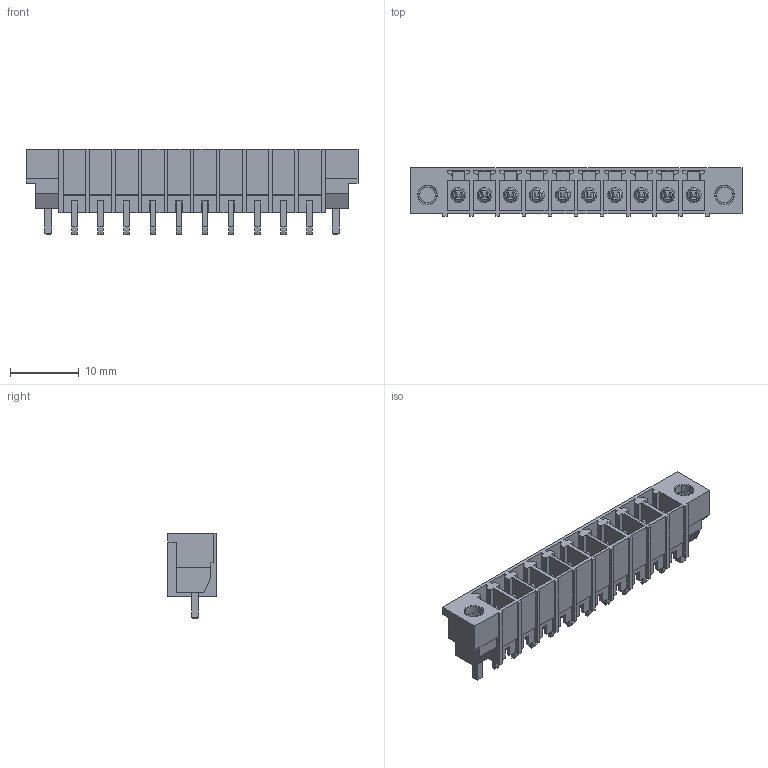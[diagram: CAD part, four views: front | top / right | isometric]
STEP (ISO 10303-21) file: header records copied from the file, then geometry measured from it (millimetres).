
FILE_DESCRIPTION(('CATIA V5 STEP Exchange','CAx-IF Rec.Pracs.--- Model Styling and Organization---1.2---2011-12-15'),'2;1');
FILE_NAME ('D1457699_0', '2018-10-12T09:51:21+00:00', ('none'), ('Weidmueller'), 'CATIA Version 5-6 Release 2014', 'CATIA V5 STEP AP214', 'none');
FILE_SCHEMA(('AUTOMOTIVE_DESIGN { 1 0 10303 214 1 1 1 1 }'));
Length unit declared in the file: millimetre
Products named in the file (1): 1863380000
Bounding box: 48.39 x 7.07 x 12.4 mm (x, y, z)
Volume: 1346.4 mm3; surface area: 4002.4 mm2
Topology: 13 solids, 13 shells, 734 faces, 2066 edges, 1392 vertices
Faces by surface type: plane 584, cylinder 106, cone 24, torus 20
Entity records: 21635 total; most frequent: ORIENTED_EDGE 4132, CARTESIAN_POINT 3977, DIRECTION 2810, EDGE_CURVE 2066, VECTOR 1766, LINE 1766, VERTEX_POINT 1392, EDGE_LOOP 788
